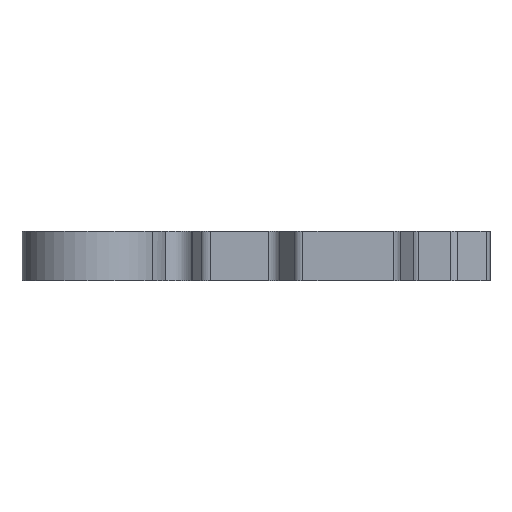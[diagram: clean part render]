
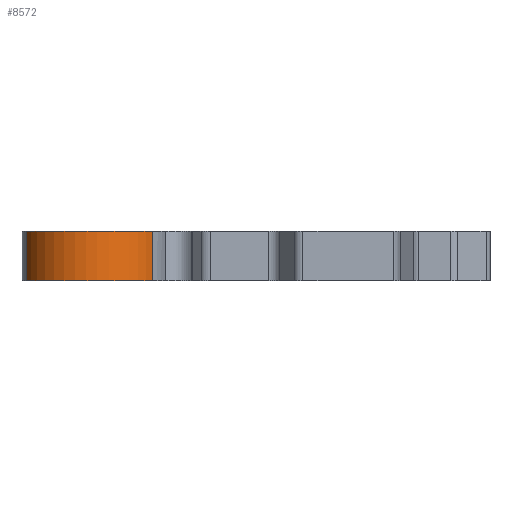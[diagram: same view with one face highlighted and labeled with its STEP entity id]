
A CAD part, front view. The second image highlights one B-rep face of the part: STEP entity #8572.
In plain terms, the highlighted cylindrical face has radius 5.609 mm (diameter 11.218 mm), a partial arc.
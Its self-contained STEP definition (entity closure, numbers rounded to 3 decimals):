
#1054=FACE_OUTER_BOUND('',#1527,.T.);
#1527=EDGE_LOOP('',(#7959,#7960,#7961,#7962));
#2527=LINE('',#15045,#3536);
#2528=LINE('',#15049,#3537);
#3536=VECTOR('',#10767,10.);
#3537=VECTOR('',#10772,10.);
#3598=CIRCLE('',#8777,5.609);
#3621=CIRCLE('',#8997,5.609);
#3927=VERTEX_POINT('',#11922);
#3928=VERTEX_POINT('',#11930);
#4422=VERTEX_POINT('',#15033);
#4423=VERTEX_POINT('',#15047);
#4879=EDGE_CURVE('',#3927,#3928,#3598,.T.);
#5621=EDGE_CURVE('',#4422,#3928,#2527,.T.);
#5622=EDGE_CURVE('',#4423,#4422,#3621,.T.);
#5623=EDGE_CURVE('',#4423,#3927,#2528,.T.);
#7959=ORIENTED_EDGE('',*,*,#5622,.T.);
#7960=ORIENTED_EDGE('',*,*,#5621,.T.);
#7961=ORIENTED_EDGE('',*,*,#4879,.F.);
#7962=ORIENTED_EDGE('',*,*,#5623,.F.);
#8147=CYLINDRICAL_SURFACE('',#8996,5.609);
#8572=ADVANCED_FACE('',(#1054),#8147,.T.);
#8777=AXIS2_PLACEMENT_3D('',#11931,#9760,#9761);
#8996=AXIS2_PLACEMENT_3D('',#15046,#10768,#10769);
#8997=AXIS2_PLACEMENT_3D('',#15048,#10770,#10771);
#9760=DIRECTION('center_axis',(0.,0.,1.));
#9761=DIRECTION('ref_axis',(-1.,-0.006,0.));
#10767=DIRECTION('',(0.,0.,1.));
#10768=DIRECTION('center_axis',(0.,0.,1.));
#10769=DIRECTION('ref_axis',(-1.,-0.006,0.));
#10770=DIRECTION('center_axis',(0.,0.,1.));
#10771=DIRECTION('ref_axis',(-1.,-0.006,0.));
#10772=DIRECTION('',(0.,0.,1.));
#11922=CARTESIAN_POINT('',(-8.902,-44.541,4.));
#11930=CARTESIAN_POINT('',(1.285,-45.366,4.));
#11931=CARTESIAN_POINT('Origin',(-3.622,-42.648,4.));
#15033=CARTESIAN_POINT('',(1.285,-45.366,0.));
#15045=CARTESIAN_POINT('',(1.285,-45.366,0.));
#15046=CARTESIAN_POINT('Origin',(-3.622,-42.648,0.));
#15047=CARTESIAN_POINT('',(-8.902,-44.541,0.));
#15048=CARTESIAN_POINT('Origin',(-3.622,-42.648,0.));
#15049=CARTESIAN_POINT('',(-8.902,-44.541,0.));
